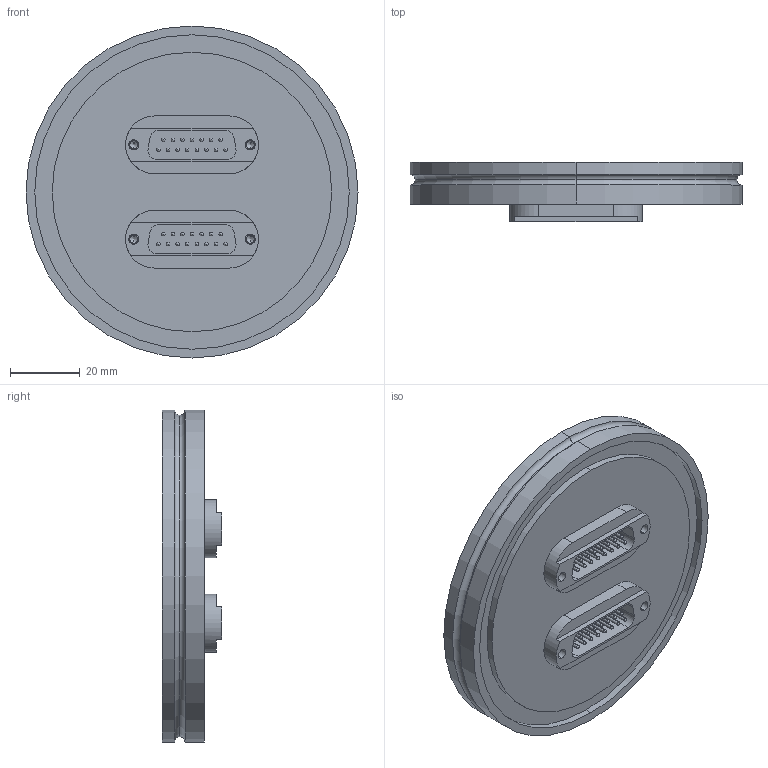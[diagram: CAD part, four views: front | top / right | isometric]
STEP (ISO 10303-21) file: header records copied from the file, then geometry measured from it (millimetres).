
FILE_DESCRIPTION (( 'STEP AP214' ), '1' );
FILE_NAME ('210-D15-ISO63-2.STEP', '2013-09-18T13:31:45', ( 'allectra' ), ( 'Microsoft' ), 'SwSTEP 2.0', 'SolidWorks 2013', '' );
FILE_SCHEMA (( 'AUTOMOTIVE_DESIGN' ));
Length unit declared in the file: millimetre
Products named in the file (5): 218-D9-37-SS_15pol; 9210-PIN-FENI; 9218-D9-37-SS_15 pin 1mm; 9210-D15-ISO63-2_DN063 ISO-K; 210-D15-ISO63-2
Assembly tree (31 placements, depth 3):
  210-D15-ISO63-2
    9210-D15-ISO63-2_DN063 ISO-K
    218-D9-37-SS_15pol  x2
      9218-D9-37-SS_15 pin 1mm
      9210-PIN-FENI
Bounding box: 95 x 17 x 95 mm (x, y, z)
Volume: 76994.8 mm3; surface area: 30996.4 mm2
Topology: 57 solids, 57 shells, 428 faces, 1190 edges, 778 vertices
Faces by surface type: cylinder 240, sphere 108, plane 60, cone 16, torus 4
Entity records: 4182 total; most frequent: DIRECTION 784, CARTESIAN_POINT 660, ORIENTED_EDGE 604, AXIS2_PLACEMENT_3D 322, EDGE_CURVE 302, VERTEX_POINT 198, EDGE_LOOP 174, CIRCLE 162
